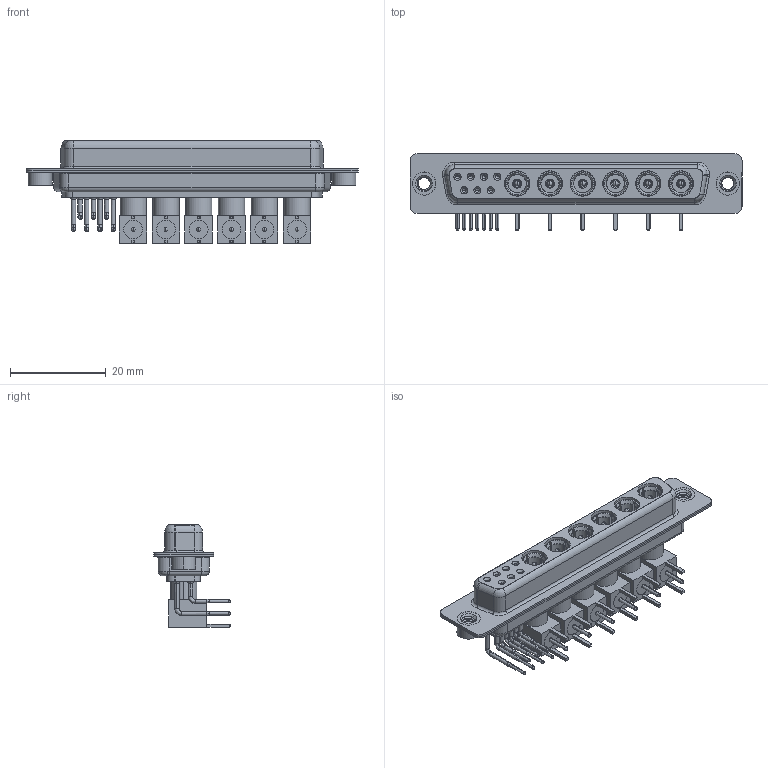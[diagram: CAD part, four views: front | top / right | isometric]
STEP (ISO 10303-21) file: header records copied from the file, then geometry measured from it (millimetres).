
FILE_DESCRIPTION (( 'STEP AP203' ), '1' );
FILE_NAME ('630-13W6240-7TA.STEP', '2022-06-03T12:58:57', ( '' ), ( '' ), 'SwSTEP 2.0', 'SolidWorks 2020', '' );
FILE_SCHEMA (( 'CONFIG_CONTROL_DESIGN' ));
Length unit declared in the file: millimetre
Products named in the file (19): Insulator RA Pin; 630Combo Threaded Rivet_A; Co-Ax Plug Assy_RA; 630-13W6240-7TA; RA Back Shell; 630Combo Housing_13W6; Locking Collar; Co-Ax Plug_RA PC Tail; Pin_RA; 630Combo Shell Rear_37 Contacts; 630Combo Contact Row 2; Insulator Pin_Straight PC Tail; 630Combo Shell Front_37 Contacts; 630Combo Contact Row 1
Assembly tree (54 placements, depth 3):
  630-13W6240-7TA
    630Combo Housing_13W6
    630Combo Shell Front_37 Contacts
    630Combo Shell Rear_37 Contacts
    630Combo Threaded Rivet_A  x2
    Co-Ax Plug Assy_RA
      Co-Ax Plug_RA PC Tail
      Insulator Pin_Straight PC Tail
      Pin_RA
      Locking Collar
      RA Back Shell
      Insulator RA Pin
    Co-Ax Plug Assy_RA
      Co-Ax Plug_RA PC Tail
      Insulator Pin_Straight PC Tail
      Pin_RA
      Locking Collar
      RA Back Shell
      Insulator RA Pin
    Co-Ax Plug Assy_RA
      Co-Ax Plug_RA PC Tail
      Insulator Pin_Straight PC Tail
      Pin_RA
      Locking Collar
      RA Back Shell
      Insulator RA Pin
    Co-Ax Plug Assy_RA
      Co-Ax Plug_RA PC Tail
      Insulator Pin_Straight PC Tail
      Pin_RA
      Locking Collar
      RA Back Shell
      Insulator RA Pin
    Co-Ax Plug Assy_RA
      Co-Ax Plug_RA PC Tail
      Insulator Pin_Straight PC Tail
      Pin_RA
      Locking Collar
      RA Back Shell
      Insulator RA Pin
    Co-Ax Plug Assy_RA
      Co-Ax Plug_RA PC Tail
      Insulator Pin_Straight PC Tail
      Pin_RA
      Locking Collar
      RA Back Shell
      Insulator RA Pin
    630Combo Contact Row 1  x4
    630Combo Contact Row 2  x3
Bounding box: 69.4 x 16 x 21.41 mm (x, y, z)
Volume: 6663.4 mm3; surface area: 15958.8 mm2
Topology: 48 solids, 48 shells, 1652 faces, 4022 edges, 2520 vertices
Faces by surface type: cylinder 686, plane 574, cone 235, torus 93, bspline 40, sphere 24
Entity records: 22809 total; most frequent: CARTESIAN_POINT 5108, DIRECTION 3373, ORIENTED_EDGE 2896, EDGE_CURVE 1448, AXIS2_PLACEMENT_3D 1384, VERTEX_POINT 920, CIRCLE 726, EDGE_LOOP 710
